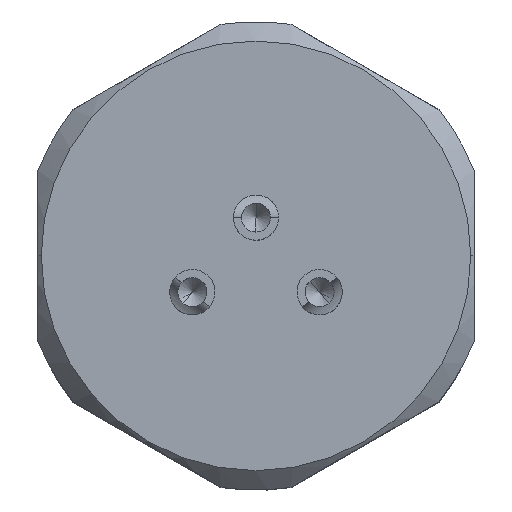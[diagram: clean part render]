
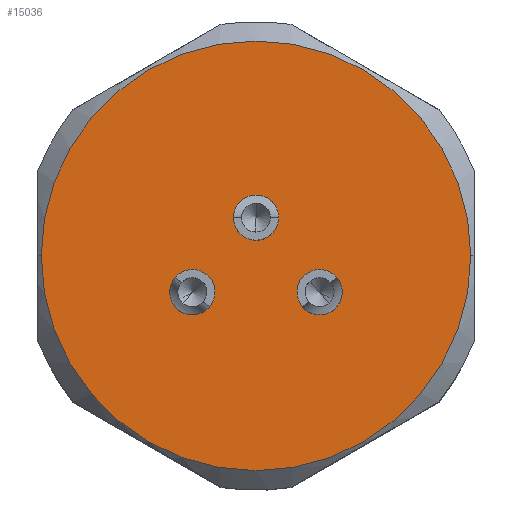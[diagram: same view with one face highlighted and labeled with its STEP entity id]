
A CAD part, top view. The second image highlights one B-rep face of the part: STEP entity #15036.
In plain terms, the highlighted planar face has unit normal (0, 0, 1).
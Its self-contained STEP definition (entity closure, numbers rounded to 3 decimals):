
#4495=CARTESIAN_POINT('',(0.,0.,0.));
#4496=DIRECTION('',(0.,0.,1.));
#4497=DIRECTION('',(1.,0.,0.));
#4498=AXIS2_PLACEMENT_3D('',#4495,#4496,#4497);
#4613=CARTESIAN_POINT('',(0.,0.,0.));
#4614=DIRECTION('',(0.,0.,-1.));
#4615=DIRECTION('',(1.,0.,0.));
#4616=AXIS2_PLACEMENT_3D('',#4613,#4614,#4615);
#4631=CARTESIAN_POINT('',(-3.94,-2.26,0.));
#4632=DIRECTION('',(0.,0.,1.));
#4633=DIRECTION('',(0.649,0.761,0.));
#4634=AXIS2_PLACEMENT_3D('',#4631,#4632,#4633);
#4636=CARTESIAN_POINT('',(-3.94,-2.26,0.));
#4637=DIRECTION('',(0.,0.,1.));
#4638=DIRECTION('',(-0.649,-0.761,0.));
#4639=AXIS2_PLACEMENT_3D('',#4636,#4637,#4638);
#4641=CARTESIAN_POINT('',(0.,2.36,0.));
#4642=DIRECTION('',(0.,0.,1.));
#4643=DIRECTION('',(-0.007,-1.,0.));
#4644=AXIS2_PLACEMENT_3D('',#4641,#4642,#4643);
#4646=CARTESIAN_POINT('',(0.,2.36,0.));
#4647=DIRECTION('',(0.,0.,1.));
#4648=DIRECTION('',(0.007,1.,0.));
#4649=AXIS2_PLACEMENT_3D('',#4646,#4647,#4648);
#4651=CARTESIAN_POINT('',(3.94,-2.26,0.));
#4652=DIRECTION('',(0.,0.,1.));
#4653=DIRECTION('',(-0.649,0.761,0.));
#4654=AXIS2_PLACEMENT_3D('',#4651,#4652,#4653);
#4656=CARTESIAN_POINT('',(3.94,-2.26,0.));
#4657=DIRECTION('',(0.,0.,1.));
#4658=DIRECTION('',(0.649,-0.761,0.));
#4659=AXIS2_PLACEMENT_3D('',#4656,#4657,#4658);
#8669=CARTESIAN_POINT('',(13.3,0.,0.));
#8670=CARTESIAN_POINT('',(-13.3,0.,0.));
#8671=VERTEX_POINT('',#8669);
#8672=VERTEX_POINT('',#8670);
#9824=CARTESIAN_POINT('',(4.848,-3.325,0.));
#9825=CARTESIAN_POINT('',(3.032,-1.195,0.));
#9826=VERTEX_POINT('',#9824);
#9827=VERTEX_POINT('',#9825);
#9828=CARTESIAN_POINT('',(0.01,3.76,0.));
#9829=CARTESIAN_POINT('',(-0.01,0.96,0.));
#9830=VERTEX_POINT('',#9828);
#9831=VERTEX_POINT('',#9829);
#9832=CARTESIAN_POINT('',(-4.848,-3.325,0.));
#9833=CARTESIAN_POINT('',(-3.032,-1.195,0.));
#9834=VERTEX_POINT('',#9832);
#9835=VERTEX_POINT('',#9833);
#15009=CARTESIAN_POINT('',(0.,0.,0.));
#15010=DIRECTION('',(0.,0.,1.));
#15011=DIRECTION('',(-1.,0.,0.));
#15012=AXIS2_PLACEMENT_3D('',#15009,#15010,#15011);
#15013=PLANE('',#15012);
#15014=ORIENTED_EDGE('',*,*,#15001,.T.);
#15015=ORIENTED_EDGE('',*,*,#14890,.F.);
#15016=EDGE_LOOP('',(#15014,#15015));
#15017=FACE_OUTER_BOUND('',#15016,.F.);
#15019=ORIENTED_EDGE('',*,*,#15018,.T.);
#15021=ORIENTED_EDGE('',*,*,#15020,.T.);
#15022=EDGE_LOOP('',(#15019,#15021));
#15023=FACE_BOUND('',#15022,.F.);
#15025=ORIENTED_EDGE('',*,*,#15024,.T.);
#15027=ORIENTED_EDGE('',*,*,#15026,.T.);
#15028=EDGE_LOOP('',(#15025,#15027));
#15029=FACE_BOUND('',#15028,.F.);
#15031=ORIENTED_EDGE('',*,*,#15030,.T.);
#15033=ORIENTED_EDGE('',*,*,#15032,.T.);
#15034=EDGE_LOOP('',(#15031,#15033));
#15035=FACE_BOUND('',#15034,.F.);
#15036=ADVANCED_FACE('',(#15017,#15023,#15029,#15035),#15013,.T.);
#4499=CIRCLE('',#4498,13.3);
#4617=CIRCLE('',#4616,13.3);
#4635=CIRCLE('',#4634,1.4);
#4640=CIRCLE('',#4639,1.4);
#4645=CIRCLE('',#4644,1.4);
#4650=CIRCLE('',#4649,1.4);
#4655=CIRCLE('',#4654,1.4);
#4660=CIRCLE('',#4659,1.4);
#14890=EDGE_CURVE('',#8671,#8672,#4499,.T.);
#15001=EDGE_CURVE('',#8671,#8672,#4617,.T.);
#15018=EDGE_CURVE('',#9831,#9830,#4645,.T.);
#15020=EDGE_CURVE('',#9830,#9831,#4650,.T.);
#15024=EDGE_CURVE('',#9827,#9826,#4655,.T.);
#15026=EDGE_CURVE('',#9826,#9827,#4660,.T.);
#15030=EDGE_CURVE('',#9835,#9834,#4635,.T.);
#15032=EDGE_CURVE('',#9834,#9835,#4640,.T.);
